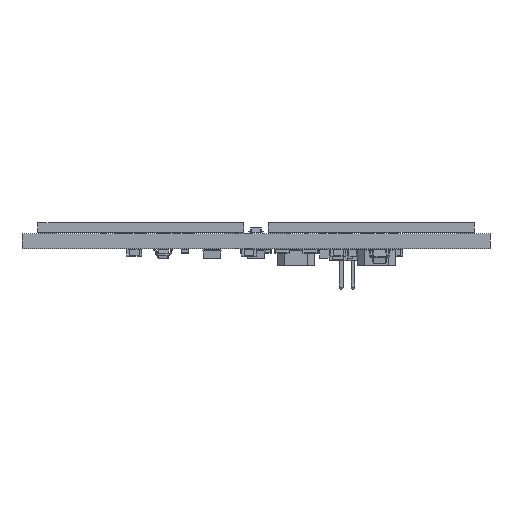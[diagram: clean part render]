
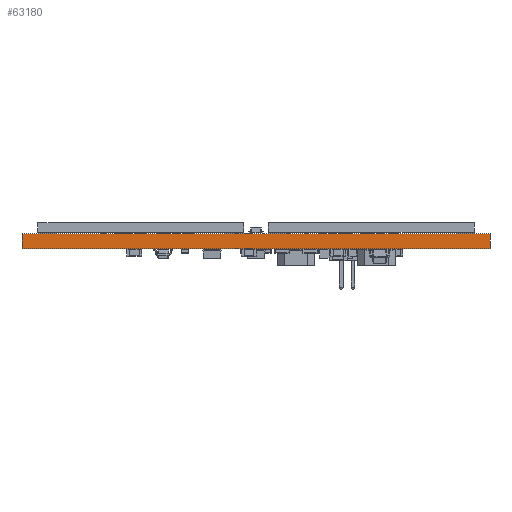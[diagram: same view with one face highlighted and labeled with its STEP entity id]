
A CAD part, front view. The second image highlights one B-rep face of the part: STEP entity #63180.
In plain terms, the highlighted planar face has unit normal (0, -1, 0).
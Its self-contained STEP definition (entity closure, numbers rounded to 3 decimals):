
#63180 = ADVANCED_FACE('',(#63181),#63195,.T.);
#63181 = FACE_BOUND('',#63182,.T.);
#63182 = EDGE_LOOP('',(#63183,#63218,#63246,#63274));
#63183 = ORIENTED_EDGE('',*,*,#63184,.T.);
#63184 = EDGE_CURVE('',#63185,#63187,#63189,.T.);
#63185 = VERTEX_POINT('',#63186);
#63186 = CARTESIAN_POINT('',(129.6,-85.2,0.));
#63187 = VERTEX_POINT('',#63188);
#63188 = CARTESIAN_POINT('',(129.6,-85.2,1.6));
#63189 = SURFACE_CURVE('',#63190,(#63194,#63206),.PCURVE_S1.);
#63190 = LINE('',#63191,#63192);
#63191 = CARTESIAN_POINT('',(129.6,-85.2,0.));
#63192 = VECTOR('',#63193,1.);
#63193 = DIRECTION('',(0.,0.,1.));
#63194 = PCURVE('',#63195,#63200);
#63195 = PLANE('',#63196);
#63196 = AXIS2_PLACEMENT_3D('',#63197,#63198,#63199);
#63197 = CARTESIAN_POINT('',(129.6,-85.2,0.));
#63198 = DIRECTION('',(0.,-1.,0.));
#63199 = DIRECTION('',(-1.,0.,0.));
#63200 = DEFINITIONAL_REPRESENTATION('',(#63201),#63205);
#63201 = LINE('',#63202,#63203);
#63202 = CARTESIAN_POINT('',(0.,-0.));
#63203 = VECTOR('',#63204,1.);
#63204 = DIRECTION('',(0.,-1.));
#63205 = ( GEOMETRIC_REPRESENTATION_CONTEXT(2) 
PARAMETRIC_REPRESENTATION_CONTEXT() REPRESENTATION_CONTEXT('2D SPACE',''
  ) );
#63206 = PCURVE('',#63207,#63212);
#63207 = PLANE('',#63208);
#63208 = AXIS2_PLACEMENT_3D('',#63209,#63210,#63211);
#63209 = CARTESIAN_POINT('',(129.6,-35.2,0.));
#63210 = DIRECTION('',(1.,0.,-0.));
#63211 = DIRECTION('',(0.,-1.,0.));
#63212 = DEFINITIONAL_REPRESENTATION('',(#63213),#63217);
#63213 = LINE('',#63214,#63215);
#63214 = CARTESIAN_POINT('',(50.,0.));
#63215 = VECTOR('',#63216,1.);
#63216 = DIRECTION('',(0.,-1.));
#63217 = ( GEOMETRIC_REPRESENTATION_CONTEXT(2) 
PARAMETRIC_REPRESENTATION_CONTEXT() REPRESENTATION_CONTEXT('2D SPACE',''
  ) );
#63218 = ORIENTED_EDGE('',*,*,#63219,.T.);
#63219 = EDGE_CURVE('',#63187,#63220,#63222,.T.);
#63220 = VERTEX_POINT('',#63221);
#63221 = CARTESIAN_POINT('',(79.6,-85.2,1.6));
#63222 = SURFACE_CURVE('',#63223,(#63227,#63234),.PCURVE_S1.);
#63223 = LINE('',#63224,#63225);
#63224 = CARTESIAN_POINT('',(129.6,-85.2,1.6));
#63225 = VECTOR('',#63226,1.);
#63226 = DIRECTION('',(-1.,0.,0.));
#63227 = PCURVE('',#63195,#63228);
#63228 = DEFINITIONAL_REPRESENTATION('',(#63229),#63233);
#63229 = LINE('',#63230,#63231);
#63230 = CARTESIAN_POINT('',(0.,-1.6));
#63231 = VECTOR('',#63232,1.);
#63232 = DIRECTION('',(1.,0.));
#63233 = ( GEOMETRIC_REPRESENTATION_CONTEXT(2) 
PARAMETRIC_REPRESENTATION_CONTEXT() REPRESENTATION_CONTEXT('2D SPACE',''
  ) );
#63234 = PCURVE('',#63235,#63240);
#63235 = PLANE('',#63236);
#63236 = AXIS2_PLACEMENT_3D('',#63237,#63238,#63239);
#63237 = CARTESIAN_POINT('',(104.6,-60.2,1.6));
#63238 = DIRECTION('',(-0.,-0.,-1.));
#63239 = DIRECTION('',(-1.,0.,0.));
#63240 = DEFINITIONAL_REPRESENTATION('',(#63241),#63245);
#63241 = LINE('',#63242,#63243);
#63242 = CARTESIAN_POINT('',(-25.,-25.));
#63243 = VECTOR('',#63244,1.);
#63244 = DIRECTION('',(1.,0.));
#63245 = ( GEOMETRIC_REPRESENTATION_CONTEXT(2) 
PARAMETRIC_REPRESENTATION_CONTEXT() REPRESENTATION_CONTEXT('2D SPACE',''
  ) );
#63246 = ORIENTED_EDGE('',*,*,#63247,.F.);
#63247 = EDGE_CURVE('',#63248,#63220,#63250,.T.);
#63248 = VERTEX_POINT('',#63249);
#63249 = CARTESIAN_POINT('',(79.6,-85.2,0.));
#63250 = SURFACE_CURVE('',#63251,(#63255,#63262),.PCURVE_S1.);
#63251 = LINE('',#63252,#63253);
#63252 = CARTESIAN_POINT('',(79.6,-85.2,0.));
#63253 = VECTOR('',#63254,1.);
#63254 = DIRECTION('',(0.,0.,1.));
#63255 = PCURVE('',#63195,#63256);
#63256 = DEFINITIONAL_REPRESENTATION('',(#63257),#63261);
#63257 = LINE('',#63258,#63259);
#63258 = CARTESIAN_POINT('',(50.,0.));
#63259 = VECTOR('',#63260,1.);
#63260 = DIRECTION('',(0.,-1.));
#63261 = ( GEOMETRIC_REPRESENTATION_CONTEXT(2) 
PARAMETRIC_REPRESENTATION_CONTEXT() REPRESENTATION_CONTEXT('2D SPACE',''
  ) );
#63262 = PCURVE('',#63263,#63268);
#63263 = PLANE('',#63264);
#63264 = AXIS2_PLACEMENT_3D('',#63265,#63266,#63267);
#63265 = CARTESIAN_POINT('',(79.6,-85.2,0.));
#63266 = DIRECTION('',(-1.,0.,0.));
#63267 = DIRECTION('',(0.,1.,0.));
#63268 = DEFINITIONAL_REPRESENTATION('',(#63269),#63273);
#63269 = LINE('',#63270,#63271);
#63270 = CARTESIAN_POINT('',(0.,0.));
#63271 = VECTOR('',#63272,1.);
#63272 = DIRECTION('',(0.,-1.));
#63273 = ( GEOMETRIC_REPRESENTATION_CONTEXT(2) 
PARAMETRIC_REPRESENTATION_CONTEXT() REPRESENTATION_CONTEXT('2D SPACE',''
  ) );
#63274 = ORIENTED_EDGE('',*,*,#63275,.F.);
#63275 = EDGE_CURVE('',#63185,#63248,#63276,.T.);
#63276 = SURFACE_CURVE('',#63277,(#63281,#63288),.PCURVE_S1.);
#63277 = LINE('',#63278,#63279);
#63278 = CARTESIAN_POINT('',(129.6,-85.2,0.));
#63279 = VECTOR('',#63280,1.);
#63280 = DIRECTION('',(-1.,0.,0.));
#63281 = PCURVE('',#63195,#63282);
#63282 = DEFINITIONAL_REPRESENTATION('',(#63283),#63287);
#63283 = LINE('',#63284,#63285);
#63284 = CARTESIAN_POINT('',(0.,-0.));
#63285 = VECTOR('',#63286,1.);
#63286 = DIRECTION('',(1.,0.));
#63287 = ( GEOMETRIC_REPRESENTATION_CONTEXT(2) 
PARAMETRIC_REPRESENTATION_CONTEXT() REPRESENTATION_CONTEXT('2D SPACE',''
  ) );
#63288 = PCURVE('',#63289,#63294);
#63289 = PLANE('',#63290);
#63290 = AXIS2_PLACEMENT_3D('',#63291,#63292,#63293);
#63291 = CARTESIAN_POINT('',(104.6,-60.2,0.));
#63292 = DIRECTION('',(-0.,-0.,-1.));
#63293 = DIRECTION('',(-1.,0.,0.));
#63294 = DEFINITIONAL_REPRESENTATION('',(#63295),#63299);
#63295 = LINE('',#63296,#63297);
#63296 = CARTESIAN_POINT('',(-25.,-25.));
#63297 = VECTOR('',#63298,1.);
#63298 = DIRECTION('',(1.,0.));
#63299 = ( GEOMETRIC_REPRESENTATION_CONTEXT(2) 
PARAMETRIC_REPRESENTATION_CONTEXT() REPRESENTATION_CONTEXT('2D SPACE',''
  ) );
